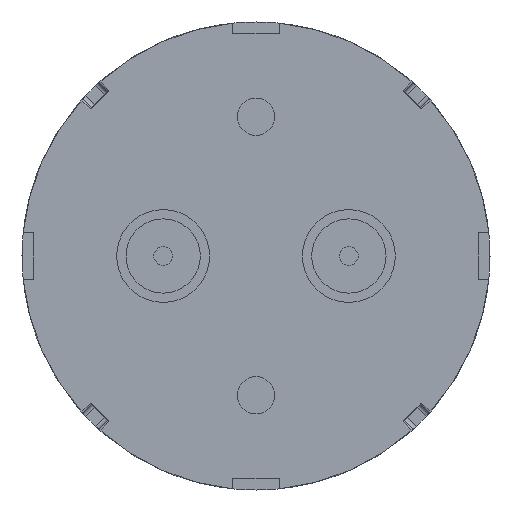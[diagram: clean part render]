
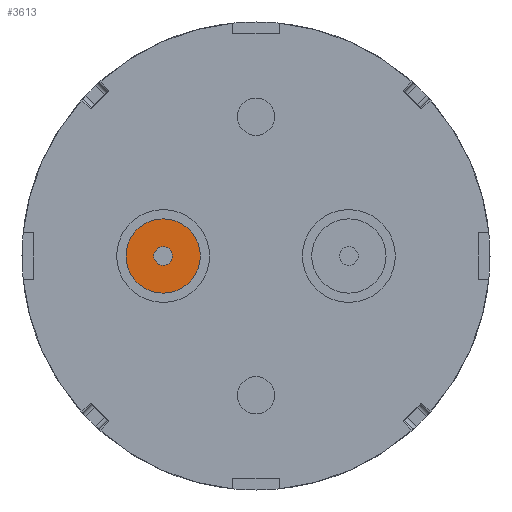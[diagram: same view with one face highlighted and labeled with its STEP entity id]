
A CAD part, front view. The second image highlights one B-rep face of the part: STEP entity #3613.
In plain terms, the highlighted planar face has unit normal (0, -1, 0).
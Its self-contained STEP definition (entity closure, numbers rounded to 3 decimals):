
#46 = DIRECTION ( 'NONE',  ( 0., -1., 0. ) ) ;
#69 = ORIENTED_EDGE ( 'NONE', *, *, #3762, .F. ) ;
#72 = EDGE_LOOP ( 'NONE', ( #2757, #929 ) ) ;
#110 = CIRCLE ( 'NONE', #3883, 1. ) ;
#157 = EDGE_CURVE ( 'NONE', #546, #3957, #627, .T. ) ;
#256 = CIRCLE ( 'NONE', #1631, 0.25 ) ;
#331 = CARTESIAN_POINT ( 'NONE',  ( -2.5, -0.9, 0. ) ) ;
#397 = CARTESIAN_POINT ( 'NONE',  ( -2.5, -0.9, 1. ) ) ;
#428 = AXIS2_PLACEMENT_3D ( 'NONE', #1428, #2029, #1672 ) ;
#440 = DIRECTION ( 'NONE',  ( 0., 0., -1. ) ) ;
#546 = VERTEX_POINT ( 'NONE', #1600 ) ;
#615 = AXIS2_PLACEMENT_3D ( 'NONE', #1285, #3732, #3424 ) ;
#627 = CIRCLE ( 'NONE', #615, 1. ) ;
#929 = ORIENTED_EDGE ( 'NONE', *, *, #3964, .T. ) ;
#1036 = DIRECTION ( 'NONE',  ( 0., -1., 0. ) ) ;
#1285 = CARTESIAN_POINT ( 'NONE',  ( -2.5, -0.9, 0. ) ) ;
#1347 = CIRCLE ( 'NONE', #2355, 0.25 ) ;
#1428 = CARTESIAN_POINT ( 'NONE',  ( -2.5, -0.9, 0. ) ) ;
#1600 = CARTESIAN_POINT ( 'NONE',  ( -2.5, -0.9, -1. ) ) ;
#1624 = CARTESIAN_POINT ( 'NONE',  ( -2.5, -0.9, 0. ) ) ;
#1631 = AXIS2_PLACEMENT_3D ( 'NONE', #331, #46, #1865 ) ;
#1672 = DIRECTION ( 'NONE',  ( 0., 0., 1. ) ) ;
#1865 = DIRECTION ( 'NONE',  ( 0., 0., -1. ) ) ;
#2029 = DIRECTION ( 'NONE',  ( 0., 1., 0. ) ) ;
#2165 = EDGE_LOOP ( 'NONE', ( #69, #3750 ) ) ;
#2355 = AXIS2_PLACEMENT_3D ( 'NONE', #1624, #1036, #440 ) ;
#2525 = CARTESIAN_POINT ( 'NONE',  ( -2.5, -0.9, 0. ) ) ;
#2757 = ORIENTED_EDGE ( 'NONE', *, *, #157, .T. ) ;
#2759 = CARTESIAN_POINT ( 'NONE',  ( -2.5, -0.9, 0.25 ) ) ;
#2987 = CARTESIAN_POINT ( 'NONE',  ( -2.5, -0.9, -0.25 ) ) ;
#3199 = FACE_BOUND ( 'NONE', #2165, .T. ) ;
#3245 = FACE_OUTER_BOUND ( 'NONE', #72, .T. ) ;
#3306 = VERTEX_POINT ( 'NONE', #2987 ) ;
#3424 = DIRECTION ( 'NONE',  ( 0., 0., -1. ) ) ;
#3456 = DIRECTION ( 'NONE',  ( 0., -1., 0. ) ) ;
#3502 = PLANE ( 'NONE',  #428 ) ;
#3613 = ADVANCED_FACE ( 'NONE', ( #3199, #3245 ), #3502, .F. ) ;
#3732 = DIRECTION ( 'NONE',  ( 0., -1., 0. ) ) ;
#3750 = ORIENTED_EDGE ( 'NONE', *, *, #3893, .F. ) ;
#3762 = EDGE_CURVE ( 'NONE', #3855, #3306, #256, .T. ) ;
#3763 = DIRECTION ( 'NONE',  ( 0., 0., -1. ) ) ;
#3855 = VERTEX_POINT ( 'NONE', #2759 ) ;
#3883 = AXIS2_PLACEMENT_3D ( 'NONE', #2525, #3456, #3763 ) ;
#3893 = EDGE_CURVE ( 'NONE', #3306, #3855, #1347, .T. ) ;
#3957 = VERTEX_POINT ( 'NONE', #397 ) ;
#3964 = EDGE_CURVE ( 'NONE', #3957, #546, #110, .T. ) ;
